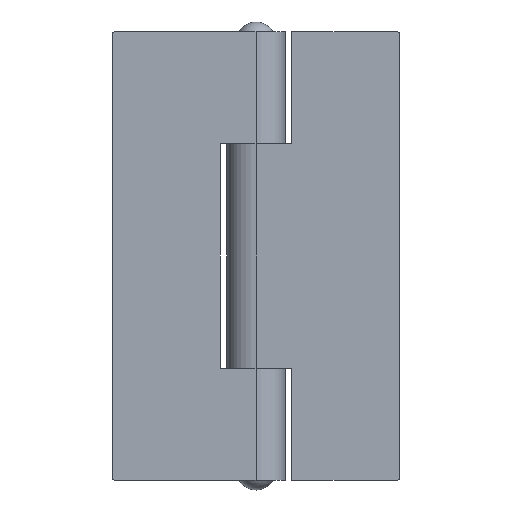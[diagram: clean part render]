
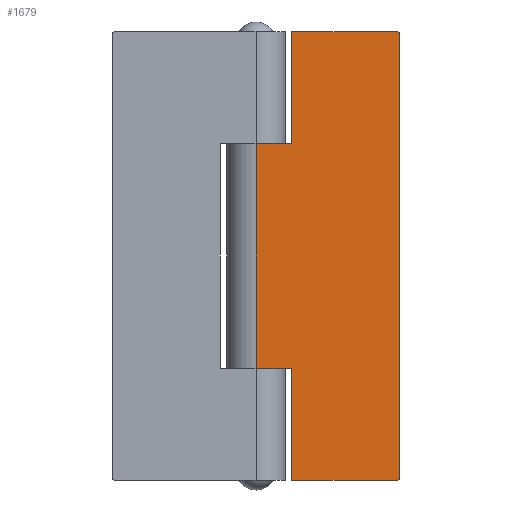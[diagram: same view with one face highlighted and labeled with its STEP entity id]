
A CAD part, front view. The second image highlights one B-rep face of the part: STEP entity #1679.
In plain terms, the highlighted planar face has unit normal (0, -1, 0).
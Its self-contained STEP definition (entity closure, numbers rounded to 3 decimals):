
#63 = VERTEX_POINT ( 'NONE', #406 ) ;
#67 = EDGE_CURVE ( 'NONE', #68, #69, #398, .T. ) ;
#68 = VERTEX_POINT ( 'NONE', #394 ) ;
#69 = VERTEX_POINT ( 'NONE', #393 ) ;
#72 = EDGE_CURVE ( 'NONE', #75, #79, #388, .T. ) ;
#75 = VERTEX_POINT ( 'NONE', #443 ) ;
#79 = VERTEX_POINT ( 'NONE', #437 ) ;
#385 = DIRECTION ( 'NONE',  ( 0., 0., -1. ) ) ;
#386 = VECTOR ( 'NONE', #385, 1000. ) ;
#387 = CARTESIAN_POINT ( 'NONE',  ( 0., -3.25, 25. ) ) ;
#388 = LINE ( 'NONE', #387, #386 ) ;
#393 = CARTESIAN_POINT ( 'NONE',  ( 15.75, -3.25, 25. ) ) ;
#394 = CARTESIAN_POINT ( 'NONE',  ( 4., -3.25, 25. ) ) ;
#395 = DIRECTION ( 'NONE',  ( 1., 0., 0. ) ) ;
#396 = VECTOR ( 'NONE', #395, 1000. ) ;
#397 = CARTESIAN_POINT ( 'NONE',  ( 0., -3.25, 25. ) ) ;
#398 = LINE ( 'NONE', #397, #396 ) ;
#406 = CARTESIAN_POINT ( 'NONE',  ( 15.75, -3.25, -25. ) ) ;
#437 = CARTESIAN_POINT ( 'NONE',  ( 0., -3.25, -12.5 ) ) ;
#443 = CARTESIAN_POINT ( 'NONE',  ( 0., -3.25, 12.5 ) ) ;
#931 = CARTESIAN_POINT ( 'NONE',  ( 16., -3.25, -24.75 ) ) ;
#934 = DIRECTION ( 'NONE',  ( -1., 0., 0. ) ) ;
#935 = DIRECTION ( 'NONE',  ( 0., -1., 0. ) ) ;
#936 = CARTESIAN_POINT ( 'NONE',  ( 15.75, -3.25, 24.75 ) ) ;
#937 = AXIS2_PLACEMENT_3D ( 'NONE', #936, #935, #934 ) ;
#938 = CIRCLE ( 'NONE', #937, 0.25 ) ;
#939 = DIRECTION ( 'NONE',  ( 0., 0., -1. ) ) ;
#940 = VECTOR ( 'NONE', #939, 1000. ) ;
#941 = CARTESIAN_POINT ( 'NONE',  ( 4., -3.25, 25. ) ) ;
#942 = LINE ( 'NONE', #941, #940 ) ;
#943 = CARTESIAN_POINT ( 'NONE',  ( 4., -3.25, 12.5 ) ) ;
#944 = CARTESIAN_POINT ( 'NONE',  ( 4., -3.25, -25. ) ) ;
#949 = DIRECTION ( 'NONE',  ( 1., 0., 0. ) ) ;
#950 = VECTOR ( 'NONE', #949, 1000. ) ;
#951 = CARTESIAN_POINT ( 'NONE',  ( 0., -3.25, -25. ) ) ;
#956 = LINE ( 'NONE', #951, #950 ) ;
#965 = DIRECTION ( 'NONE',  ( -1., 0., 0. ) ) ;
#966 = DIRECTION ( 'NONE',  ( 0., -1., 0. ) ) ;
#967 = AXIS2_PLACEMENT_3D ( 'NONE', #973, #966, #965 ) ;
#968 = CIRCLE ( 'NONE', #967, 0.25 ) ;
#969 = DIRECTION ( 'NONE',  ( -1., 0., 0. ) ) ;
#970 = DIRECTION ( 'NONE',  ( 0., 1., 0. ) ) ;
#971 = CARTESIAN_POINT ( 'NONE',  ( 0., -3.25, 25. ) ) ;
#972 = AXIS2_PLACEMENT_3D ( 'NONE', #971, #970, #969 ) ;
#973 = CARTESIAN_POINT ( 'NONE',  ( 15.75, -3.25, -24.75 ) ) ;
#974 = PLANE ( 'NONE',  #972 ) ;
#975 = FACE_OUTER_BOUND ( 'NONE', #1672, .T. ) ;
#976 = CARTESIAN_POINT ( 'NONE',  ( 16., -3.25, 24.75 ) ) ;
#988 = DIRECTION ( 'NONE',  ( 0., 0., -1. ) ) ;
#989 = VECTOR ( 'NONE', #988, 1000. ) ;
#990 = CARTESIAN_POINT ( 'NONE',  ( 16., -3.25, 25. ) ) ;
#991 = LINE ( 'NONE', #990, #989 ) ;
#1000 = DIRECTION ( 'NONE',  ( 0., 0., -1. ) ) ;
#1001 = VECTOR ( 'NONE', #1000, 1000. ) ;
#1002 = CARTESIAN_POINT ( 'NONE',  ( 4., -3.25, 25. ) ) ;
#1003 = LINE ( 'NONE', #1002, #1001 ) ;
#1004 = DIRECTION ( 'NONE',  ( 1., 0., 0. ) ) ;
#1005 = VECTOR ( 'NONE', #1004, 1000. ) ;
#1006 = CARTESIAN_POINT ( 'NONE',  ( 0., -3.25, -12.5 ) ) ;
#1007 = LINE ( 'NONE', #1006, #1005 ) ;
#1012 = DIRECTION ( 'NONE',  ( -1., 0., 0. ) ) ;
#1013 = VECTOR ( 'NONE', #1012, 1000. ) ;
#1014 = CARTESIAN_POINT ( 'NONE',  ( 0., -3.25, 12.5 ) ) ;
#1019 = LINE ( 'NONE', #1014, #1013 ) ;
#1022 = CARTESIAN_POINT ( 'NONE',  ( 4., -3.25, -12.5 ) ) ;
#1656 = EDGE_CURVE ( 'NONE', #1659, #63, #956, .T. ) ;
#1659 = VERTEX_POINT ( 'NONE', #944 ) ;
#1660 = VERTEX_POINT ( 'NONE', #943 ) ;
#1661 = EDGE_CURVE ( 'NONE', #68, #1660, #942, .T. ) ;
#1662 = EDGE_CURVE ( 'NONE', #1678, #69, #938, .T. ) ;
#1663 = ORIENTED_EDGE ( 'NONE', *, *, #1661, .T. ) ;
#1664 = ORIENTED_EDGE ( 'NONE', *, *, #1662, .T. ) ;
#1665 = ORIENTED_EDGE ( 'NONE', *, *, #67, .F. ) ;
#1669 = VERTEX_POINT ( 'NONE', #931 ) ;
#1670 = ORIENTED_EDGE ( 'NONE', *, *, #1671, .F. ) ;
#1671 = EDGE_CURVE ( 'NONE', #1678, #1669, #991, .T. ) ;
#1672 = EDGE_LOOP ( 'NONE', ( #1670, #1664, #1665, #1663, #1692, #1682, #1683, #1687, #1681, #1675 ) ) ;
#1675 = ORIENTED_EDGE ( 'NONE', *, *, #1680, .T. ) ;
#1678 = VERTEX_POINT ( 'NONE', #976 ) ;
#1679 = ADVANCED_FACE ( 'NONE', ( #975 ), #974, .F. ) ;
#1680 = EDGE_CURVE ( 'NONE', #63, #1669, #968, .T. ) ;
#1681 = ORIENTED_EDGE ( 'NONE', *, *, #1656, .T. ) ;
#1682 = ORIENTED_EDGE ( 'NONE', *, *, #72, .T. ) ;
#1683 = ORIENTED_EDGE ( 'NONE', *, *, #1696, .T. ) ;
#1687 = ORIENTED_EDGE ( 'NONE', *, *, #1697, .T. ) ;
#1690 = VERTEX_POINT ( 'NONE', #1022 ) ;
#1692 = ORIENTED_EDGE ( 'NONE', *, *, #1694, .T. ) ;
#1694 = EDGE_CURVE ( 'NONE', #1660, #75, #1019, .T. ) ;
#1696 = EDGE_CURVE ( 'NONE', #79, #1690, #1007, .T. ) ;
#1697 = EDGE_CURVE ( 'NONE', #1690, #1659, #1003, .T. ) ;
